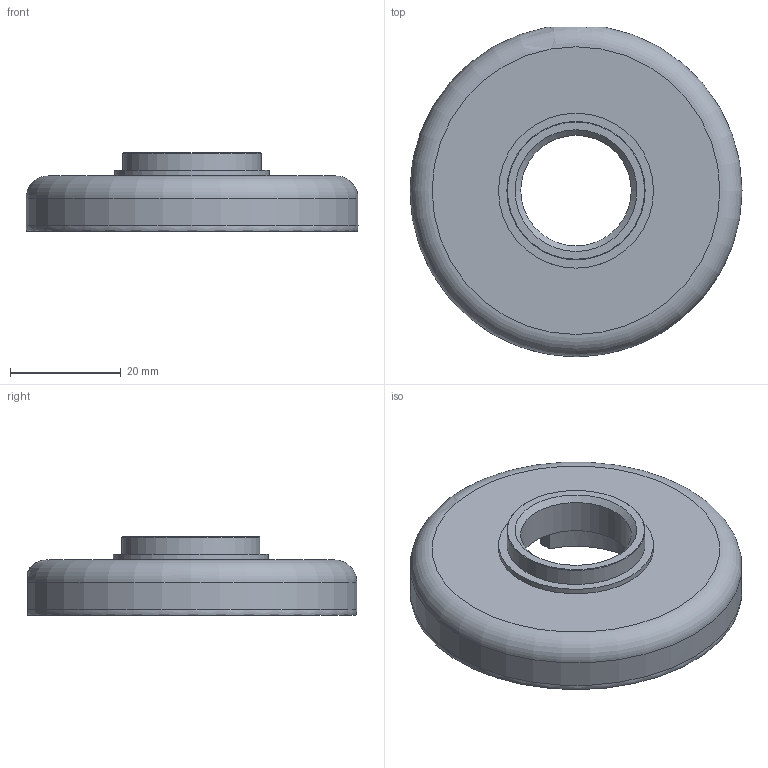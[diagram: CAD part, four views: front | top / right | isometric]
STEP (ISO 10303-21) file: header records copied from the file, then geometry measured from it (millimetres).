
FILE_DESCRIPTION(/* description */ (''),/* implementation_level */ '2;1');
FILE_NAME(/* name */ '底座上盖.step',/* time_stamp */ '2022-03-15T10:46:21+08:00',/* author */ (''),/* organization */ (''),/* preprocessor_version */ 'ST-DEVELOPER v18.1',/* originating_system */ 'Autodesk Translation Framework v10.13.0.1454',/* authorisation */ '');
FILE_SCHEMA (('AUTOMOTIVE_DESIGN { 1 0 10303 214 3 1 1 }'));
Length unit declared in the file: millimetre
Products named in the file (1): 底座上盖
Bounding box: 60 x 59.54 x 14.2 mm (x, y, z)
Volume: 21440.1 mm3; surface area: 8248.5 mm2
Topology: 1 solids, 1 shells, 67 faces, 160 edges, 102 vertices
Faces by surface type: plane 33, cylinder 26, cone 6, torus 2
Full cylindrical faces by diameter (mm): 1.623 x5, 20 x1, 25 x1, 28 x1, 30 x1
Entity records: 2020 total; most frequent: CARTESIAN_POINT 365, DIRECTION 361, ORIENTED_EDGE 320, EDGE_CURVE 160, AXIS2_PLACEMENT_3D 136, VERTEX_POINT 102, LINE 89, VECTOR 89
